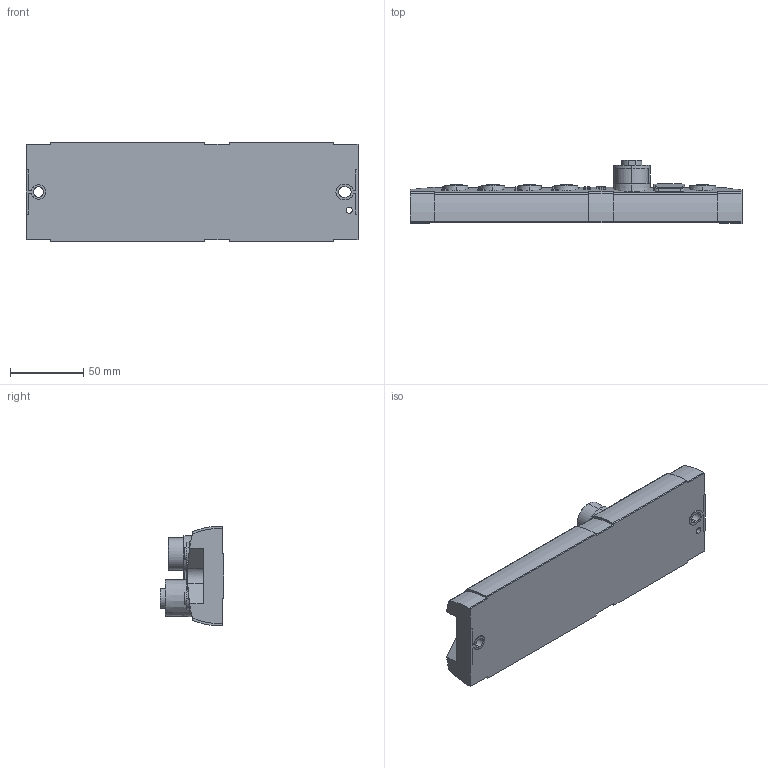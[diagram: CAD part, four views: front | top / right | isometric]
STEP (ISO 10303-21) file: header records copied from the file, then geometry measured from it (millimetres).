
FILE_DESCRIPTION (( 'STEP AP214' ), '1' );
FILE_NAME ('BNI00HM.STEP', '2025-01-15T01:55:11', ( '' ), ( '' ), 'SwSTEP 2.0', 'SolidWorks 2021', '' );
FILE_SCHEMA (( 'AUTOMOTIVE_DESIGN' ));
Length unit declared in the file: inch
Products named in the file (1): BNI00HM
Bounding box: 226 x 42.9 x 68 mm (x, y, z)
Volume: 338147.8 mm3; surface area: 56183.4 mm2
Topology: 1 solids, 1 shells, 1371 faces, 3509 edges, 2317 vertices
Faces by surface type: cylinder 686, plane 596, cone 83, bspline 6
Entity records: 45220 total; most frequent: CARTESIAN_POINT 12088, ORIENTED_EDGE 7018, DIRECTION 6660, EDGE_CURVE 3509, AXIS2_PLACEMENT_3D 2420, VERTEX_POINT 2317, LINE 1820, VECTOR 1820
